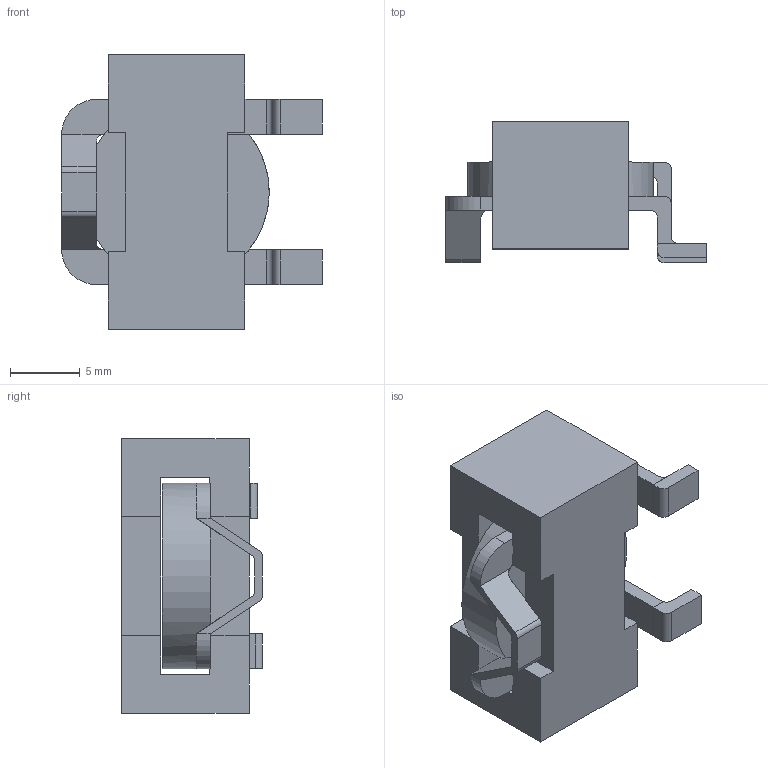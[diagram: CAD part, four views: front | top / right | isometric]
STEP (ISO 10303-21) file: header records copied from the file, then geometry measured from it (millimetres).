
FILE_DESCRIPTION (( 'STEP AP214' ), '1' );
FILE_NAME ('Coilcraft-SER2010.STEP', '2020-12-30T06:02:39', ( '' ), ( '' ), 'SwSTEP 2.0', 'SolidWorks 2020', '' );
FILE_SCHEMA (( 'AUTOMOTIVE_DESIGN' ));
Length unit declared in the file: millimetre
Products named in the file (1): Coilcraft-SER2010
Bounding box: 18.7 x 10.1 x 19.69 mm (x, y, z)
Surface area: 1827.8 mm2 (no closed solid volume)
Topology: 0 solids, 4 shells, 521 faces, 1296 edges, 804 vertices
Faces by surface type: bspline 310, plane 192, cylinder 19
Entity records: 23306 total; most frequent: CARTESIAN_POINT 12143, ORIENTED_EDGE 2584, EDGE_CURVE 1296, DIRECTION 1134, VERTEX_POINT 804, VECTOR 626, LINE 626, B_SPLINE_CURVE_WITH_KNOTS 624
